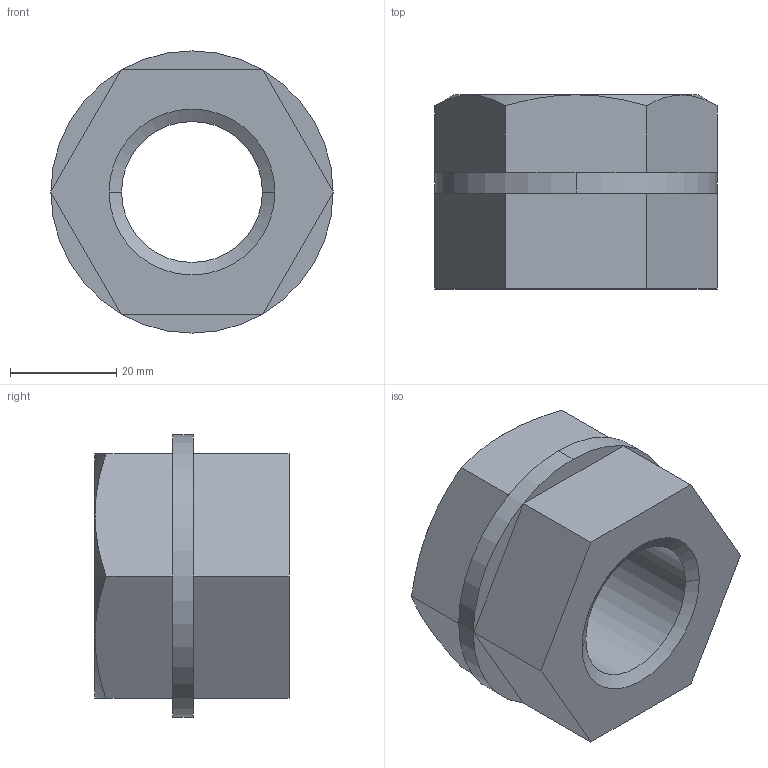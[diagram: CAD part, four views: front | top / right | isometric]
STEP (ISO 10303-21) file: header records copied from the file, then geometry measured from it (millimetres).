
FILE_DESCRIPTION((''),'2;1');
FILE_NAME('0RRIM030_____0','2019-10-29T15:52:54',('kim.bk'),(''),'CREO PARAMETRIC BY PTC INC, 2019010','CREO PARAMETRIC BY PTC INC, 2019010','');
FILE_SCHEMA(('CONFIG_CONTROL_DESIGN'));
Length unit declared in the file: millimetre
Products named in the file (1): 0RRIM030_____0
Bounding box: 53.12 x 36.5 x 53.12 mm (x, y, z)
Volume: 47688.4 mm3; surface area: 16083 mm2
Topology: 2 solids, 2 shells, 351 faces, 965 edges, 636 vertices
Faces by surface type: plane 331, cone 14, cylinder 6
Entity records: 11017 total; most frequent: CARTESIAN_POINT 2030, ORIENTED_EDGE 1930, DIRECTION 1691, EDGE_CURVE 965, VECTOR 917, LINE 917, VERTEX_POINT 636, AXIS2_PLACEMENT_3D 387
